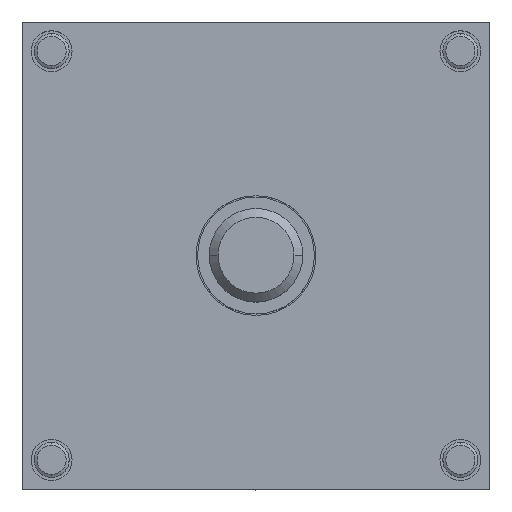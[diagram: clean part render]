
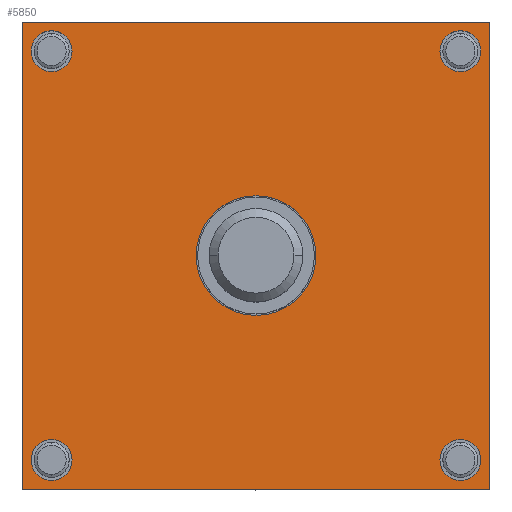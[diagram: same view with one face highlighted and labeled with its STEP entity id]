
A CAD part, top view. The second image highlights one B-rep face of the part: STEP entity #5850.
In plain terms, the highlighted planar face has unit normal (0, 0, 1).
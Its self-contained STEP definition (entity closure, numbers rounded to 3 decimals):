
#4710=CARTESIAN_POINT('',(0.,0.,5.));
#4720=DIRECTION('',(0.,0.,1.));
#4730=DIRECTION('',(1.,0.,0.));
#4740=AXIS2_PLACEMENT_3D('',#4710,#4720,#4730);
#4750=PLANE('',#4740);
#4760=CARTESIAN_POINT('',(75.,75.,5.));
#4770=DIRECTION('',(0.,0.,1.));
#4780=DIRECTION('',(1.,0.,0.));
#4790=AXIS2_PLACEMENT_3D('',#4760,#4770,#4780);
#4800=CIRCLE('',#4790,3.5);
#4810=CARTESIAN_POINT('',(78.5,75.,5.));
#4820=VERTEX_POINT('',#4810);
#4830=CARTESIAN_POINT('',(71.5,75.,5.));
#4840=VERTEX_POINT('',#4830);
#4850=EDGE_CURVE('',#4820,#4840,#4800,.T.);
#4860=ORIENTED_EDGE('',*,*,#4850,.F.);
#4870=EDGE_CURVE('',#4840,#4820,#4800,.T.);
#4880=ORIENTED_EDGE('',*,*,#4870,.F.);
#4890=EDGE_LOOP('',(#4880,#4860));
#4900=FACE_BOUND('',#4890,.T.);
#4910=CARTESIAN_POINT('',(5.,5.,5.));
#4920=DIRECTION('',(0.,0.,1.));
#4930=DIRECTION('',(1.,0.,0.));
#4940=AXIS2_PLACEMENT_3D('',#4910,#4920,#4930);
#4950=CIRCLE('',#4940,3.5);
#4960=CARTESIAN_POINT('',(8.5,5.,5.));
#4970=VERTEX_POINT('',#4960);
#4980=CARTESIAN_POINT('',(1.5,5.,5.));
#4990=VERTEX_POINT('',#4980);
#5000=EDGE_CURVE('',#4970,#4990,#4950,.T.);
#5010=ORIENTED_EDGE('',*,*,#5000,.F.);
#5020=EDGE_CURVE('',#4990,#4970,#4950,.T.);
#5030=ORIENTED_EDGE('',*,*,#5020,.F.);
#5040=EDGE_LOOP('',(#5030,#5010));
#5050=FACE_BOUND('',#5040,.T.);
#5060=CARTESIAN_POINT('',(75.,5.,5.));
#5070=DIRECTION('',(0.,0.,1.));
#5080=DIRECTION('',(1.,0.,0.));
#5090=AXIS2_PLACEMENT_3D('',#5060,#5070,#5080);
#5100=CIRCLE('',#5090,3.5);
#5110=CARTESIAN_POINT('',(78.5,5.,5.));
#5120=VERTEX_POINT('',#5110);
#5130=CARTESIAN_POINT('',(71.5,5.,5.));
#5140=VERTEX_POINT('',#5130);
#5150=EDGE_CURVE('',#5120,#5140,#5100,.T.);
#5160=ORIENTED_EDGE('',*,*,#5150,.F.);
#5170=EDGE_CURVE('',#5140,#5120,#5100,.T.);
#5180=ORIENTED_EDGE('',*,*,#5170,.F.);
#5190=EDGE_LOOP('',(#5180,#5160));
#5200=FACE_BOUND('',#5190,.T.);
#5210=CARTESIAN_POINT('',(40.,40.,5.));
#5220=DIRECTION('',(0.,0.,1.));
#5230=DIRECTION('',(1.,0.,0.));
#5240=AXIS2_PLACEMENT_3D('',#5210,#5220,#5230);
#5250=CIRCLE('',#5240,10.25);
#5260=CARTESIAN_POINT('',(50.25,40.,5.));
#5270=VERTEX_POINT('',#5260);
#5280=CARTESIAN_POINT('',(29.75,40.,5.));
#5290=VERTEX_POINT('',#5280);
#5300=EDGE_CURVE('',#5270,#5290,#5250,.T.);
#5310=ORIENTED_EDGE('',*,*,#5300,.F.);
#5320=EDGE_CURVE('',#5290,#5270,#5250,.T.);
#5330=ORIENTED_EDGE('',*,*,#5320,.F.);
#5340=EDGE_LOOP('',(#5330,#5310));
#5350=FACE_BOUND('',#5340,.T.);
#5360=CARTESIAN_POINT('',(5.,75.,5.));
#5370=DIRECTION('',(0.,0.,1.));
#5380=DIRECTION('',(1.,0.,0.));
#5390=AXIS2_PLACEMENT_3D('',#5360,#5370,#5380);
#5400=CIRCLE('',#5390,3.5);
#5410=CARTESIAN_POINT('',(8.5,75.,5.));
#5420=VERTEX_POINT('',#5410);
#5430=CARTESIAN_POINT('',(1.5,75.,5.));
#5440=VERTEX_POINT('',#5430);
#5450=EDGE_CURVE('',#5420,#5440,#5400,.T.);
#5460=ORIENTED_EDGE('',*,*,#5450,.F.);
#5470=EDGE_CURVE('',#5440,#5420,#5400,.T.);
#5480=ORIENTED_EDGE('',*,*,#5470,.F.);
#5490=EDGE_LOOP('',(#5480,#5460));
#5500=FACE_BOUND('',#5490,.T.);
#5510=CARTESIAN_POINT('',(80.,80.,5.));
#5520=DIRECTION('',(-1.,0.,0.));
#5530=VECTOR('',#5520,1.);
#5540=LINE('',#5510,#5530);
#5550=CARTESIAN_POINT('',(80.,80.,5.));
#5560=VERTEX_POINT('',#5550);
#5570=CARTESIAN_POINT('',(0.,80.,5.));
#5580=VERTEX_POINT('',#5570);
#5590=EDGE_CURVE('',#5560,#5580,#5540,.T.);
#5600=ORIENTED_EDGE('',*,*,#5590,.T.);
#5610=CARTESIAN_POINT('',(80.,0.,5.));
#5620=DIRECTION('',(0.,1.,0.));
#5630=VECTOR('',#5620,1.);
#5640=LINE('',#5610,#5630);
#5650=CARTESIAN_POINT('',(80.,0.,5.));
#5660=VERTEX_POINT('',#5650);
#5670=EDGE_CURVE('',#5660,#5560,#5640,.T.);
#5680=ORIENTED_EDGE('',*,*,#5670,.T.);
#5690=CARTESIAN_POINT('',(0.,0.,5.));
#5700=DIRECTION('',(1.,0.,0.));
#5710=VECTOR('',#5700,1.);
#5720=LINE('',#5690,#5710);
#5730=CARTESIAN_POINT('',(0.,0.,5.));
#5740=VERTEX_POINT('',#5730);
#5750=EDGE_CURVE('',#5740,#5660,#5720,.T.);
#5760=ORIENTED_EDGE('',*,*,#5750,.T.);
#5770=CARTESIAN_POINT('',(0.,80.,5.));
#5780=DIRECTION('',(0.,-1.,0.));
#5790=VECTOR('',#5780,1.);
#5800=LINE('',#5770,#5790);
#5810=EDGE_CURVE('',#5580,#5740,#5800,.T.);
#5820=ORIENTED_EDGE('',*,*,#5810,.T.);
#5830=EDGE_LOOP('',(#5820,#5760,#5680,#5600));
#5840=FACE_OUTER_BOUND('',#5830,.T.);
#5850=ADVANCED_FACE('',(#4900,#5050,#5200,#5350,#5500,#5840),#4750,.T.);
